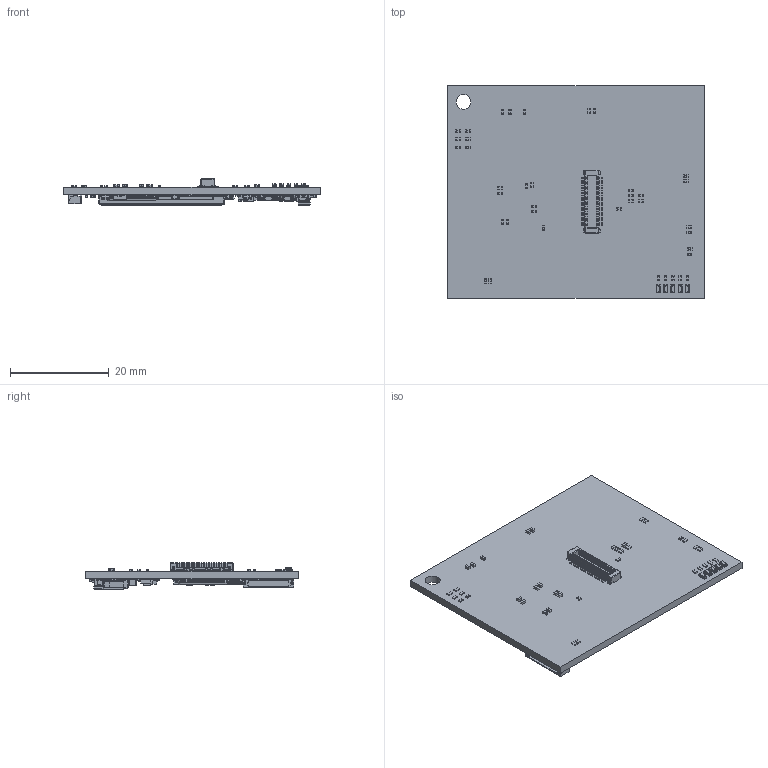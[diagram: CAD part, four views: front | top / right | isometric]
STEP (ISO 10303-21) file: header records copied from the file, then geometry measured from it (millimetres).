
FILE_DESCRIPTION(('KiCad electronic assembly'),'2;1');
FILE_NAME('cm4-lvds-adapter.step','2025-12-09T16:27:16',('Pcbnew'),( 'Kicad'),'Open CASCADE STEP processor 7.8','KiCad to STEP converter' ,'Unknown');
FILE_SCHEMA(('AUTOMOTIVE_DESIGN { 1 0 10303 214 1 1 1 1 }'));
Length unit declared in the file: millimetre
Products named in the file (47): cm4-lvds-adapter 1; R_0402_1005Metric; LED_0603_1608Metric; Conn_Plug_Molex_SlimStack_2x20_556500488; SOLID; COMPOUND; C_0402_1005Metric; FB_0603_1608Metric; D_SOD-323F; wson6-2x2-drv; SOT1176; SOT1176 LF; SOT1176 Mold body; HTSSOP-24_W4.4mm_P0.65mm; BODY-SO; LEAD-SO; THERMALPAD-SO; PIN1-ID; C_0805_2012Metric; SOT-523; DHVQFN-14-1EP_2.5x3mm; sot23-3; SOD523F; Conn_JST_SUR_1x10_SM10B-SURS-TF-LF-SN; Body; Pins; New Marking; JST Logo-LAPTOP-NQA1DCQ3; Conn_FFC_Amphenol_1x40_62684-401100AHLF; 62684-11  body_40; 62684-11  cover_40; 62684-11  pads_40; pin^62684-11  ASS; WE-PMI-1008; Ferrite; Contact; sc705_model; sc705_pin; SC705_0M65_2MX1M25X0M9; MPQ7235GQBE-AEC1 ...
Assembly tree (284 placements, depth 3):
  cm4-lvds-adapter 1
    R_0402_1005Metric  x51
    LED_0603_1608Metric  x5
    Conn_Plug_Molex_SlimStack_2x20_556500488
      SOLID
      COMPOUND
    C_0402_1005Metric  x42
    FB_0603_1608Metric
    D_SOD-323F
    wson6-2x2-drv
    SOT1176  x2
      SOT1176 LF
      SOT1176 Mold body
    HTSSOP-24_W4.4mm_P0.65mm
      BODY-SO
      LEAD-SO  x24
      THERMALPAD-SO
      PIN1-ID
    C_0805_2012Metric  x5
    SOT-523  x5
    DHVQFN-14-1EP_2.5x3mm
    sot23-3  x5
    SOD523F
    Conn_JST_SUR_1x10_SM10B-SURS-TF-LF-SN
      Body
      Pins
      New Marking
      JST Logo-LAPTOP-NQA1DCQ3
    Conn_FFC_Amphenol_1x40_62684-401100AHLF
      62684-11  body_40
      62684-11  cover_40
      62684-11  pads_40
      pin^62684-11  ASS  x40
    WE-PMI-1008
      Ferrite
      Contact  x2
    sc705_model
      sc705_pin  x5
      SC705_0M65_2MX1M25X0M9
    MPQ7235GQBE-AEC1
    HTQFP-64_10x10mm_P0.5mm
      BODY-QFP
      LEAD-QFP  x64
      THERMALPAD-PAP0064A
    R_0603_1608Metric
    L_Murata-8200
    cm4-lvds-adapter_PCB
Bounding box: 52 x 43 x 5.3 mm (x, y, z)
Volume: 3868.2 mm3; surface area: 6925.8 mm2
Topology: 338 solids, 338 shells, 9066 faces, 23505 edges, 14753 vertices
Faces by surface type: plane 6626, cylinder 1831, sphere 412, bspline 186, cone 11
Full cylindrical faces by diameter (mm): 0.15 x5, 1.15 x1, 3 x1
Entity records: 141072 total; most frequent: CARTESIAN_POINT 29643, ORIENTED_EDGE 22390, DIRECTION 20115, EDGE_CURVE 11195, LINE 9889, VECTOR 9889, VERTEX_POINT 7249, AXIS2_PLACEMENT_3D 5113
